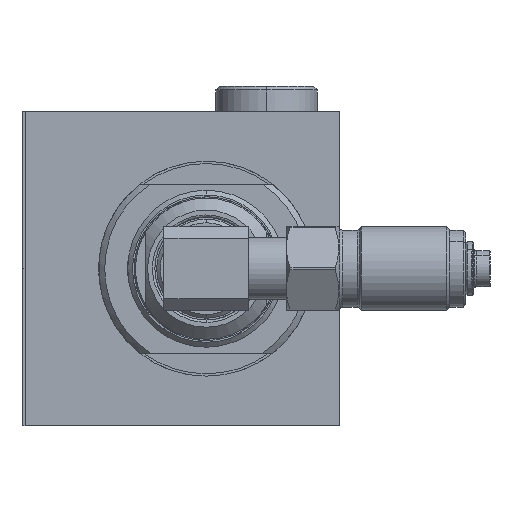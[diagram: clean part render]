
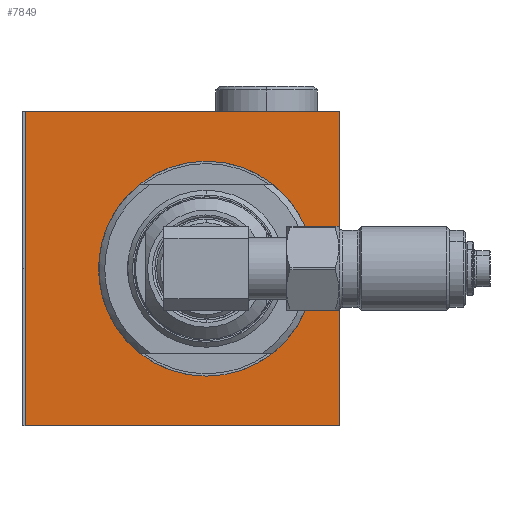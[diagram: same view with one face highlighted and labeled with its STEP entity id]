
A CAD part, left-side view. The second image highlights one B-rep face of the part: STEP entity #7849.
In plain terms, the highlighted planar face has unit normal (-1, 0, 0).
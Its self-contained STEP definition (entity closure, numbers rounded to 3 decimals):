
#1132 = CARTESIAN_POINT ( 'NONE',  ( 206.524, 15., 13. ) ) ;
#1433 = VERTEX_POINT ( 'NONE', #34888 ) ;
#1889 = LINE ( 'NONE', #26048, #3668 ) ;
#2137 = CARTESIAN_POINT ( 'NONE',  ( 206.524, 0., 0. ) ) ;
#3533 = EDGE_CURVE ( 'NONE', #20373, #16750, #20459, .T. ) ;
#3668 = VECTOR ( 'NONE', #20096, 1000. ) ;
#4778 = EDGE_CURVE ( 'NONE', #14322, #10385, #16648, .T. ) ;
#4952 = EDGE_LOOP ( 'NONE', ( #34226, #28536, #13945, #37071 ) ) ;
#5360 = EDGE_LOOP ( 'NONE', ( #9966, #25854 ) ) ;
#6293 = VERTEX_POINT ( 'NONE', #16615 ) ;
#6403 = VECTOR ( 'NONE', #34894, 1000. ) ;
#6995 = VECTOR ( 'NONE', #16243, 1000. ) ;
#7771 = DIRECTION ( 'NONE',  ( 0., 0., 1. ) ) ;
#7849 = ADVANCED_FACE ( 'NONE', ( #19414, #13073 ), #36517, .F. ) ;
#8133 = CARTESIAN_POINT ( 'NONE',  ( 206.524, 0., 0. ) ) ;
#8455 = CIRCLE ( 'NONE', #23777, 8.8 ) ;
#9966 = ORIENTED_EDGE ( 'NONE', *, *, #4778, .F. ) ;
#10201 = CARTESIAN_POINT ( 'NONE',  ( 206.524, 15., -13. ) ) ;
#10385 = VERTEX_POINT ( 'NONE', #19248 ) ;
#10737 = EDGE_CURVE ( 'NONE', #6293, #16750, #1889, .T. ) ;
#11400 = DIRECTION ( 'NONE',  ( -1., 0., 0. ) ) ;
#13073 = FACE_OUTER_BOUND ( 'NONE', #4952, .T. ) ;
#13273 = DIRECTION ( 'NONE',  ( 1., 0., 0. ) ) ;
#13945 = ORIENTED_EDGE ( 'NONE', *, *, #28305, .T. ) ;
#14023 = DIRECTION ( 'NONE',  ( 0., 0., 1. ) ) ;
#14322 = VERTEX_POINT ( 'NONE', #21166 ) ;
#16243 = DIRECTION ( 'NONE',  ( 0., -1., 0. ) ) ;
#16615 = CARTESIAN_POINT ( 'NONE',  ( 206.524, -11., -13. ) ) ;
#16648 = CIRCLE ( 'NONE', #32598, 8.8 ) ;
#16750 = VERTEX_POINT ( 'NONE', #26308 ) ;
#16906 = DIRECTION ( 'NONE',  ( -1., 0., 0. ) ) ;
#19248 = CARTESIAN_POINT ( 'NONE',  ( 206.524, 0., -8.8 ) ) ;
#19414 = FACE_BOUND ( 'NONE', #5360, .T. ) ;
#19542 = EDGE_CURVE ( 'NONE', #1433, #20373, #28090, .T. ) ;
#20096 = DIRECTION ( 'NONE',  ( 0., 0., 1. ) ) ;
#20373 = VERTEX_POINT ( 'NONE', #1132 ) ;
#20459 = LINE ( 'NONE', #32563, #6403 ) ;
#21166 = CARTESIAN_POINT ( 'NONE',  ( 206.524, 0., 8.8 ) ) ;
#22318 = CARTESIAN_POINT ( 'NONE',  ( 206.524, 15., 0. ) ) ;
#22392 = VECTOR ( 'NONE', #31334, 1000. ) ;
#23034 = AXIS2_PLACEMENT_3D ( 'NONE', #10201, #13273, #37078 ) ;
#23777 = AXIS2_PLACEMENT_3D ( 'NONE', #8133, #11400, #7771 ) ;
#24891 = LINE ( 'NONE', #25453, #6995 ) ;
#25444 = EDGE_CURVE ( 'NONE', #10385, #14322, #8455, .T. ) ;
#25453 = CARTESIAN_POINT ( 'NONE',  ( 206.524, 15., -13. ) ) ;
#25854 = ORIENTED_EDGE ( 'NONE', *, *, #25444, .F. ) ;
#26048 = CARTESIAN_POINT ( 'NONE',  ( 206.524, -11., 0. ) ) ;
#26308 = CARTESIAN_POINT ( 'NONE',  ( 206.524, -11., 13. ) ) ;
#28090 = LINE ( 'NONE', #22318, #22392 ) ;
#28305 = EDGE_CURVE ( 'NONE', #1433, #6293, #24891, .T. ) ;
#28536 = ORIENTED_EDGE ( 'NONE', *, *, #19542, .F. ) ;
#31334 = DIRECTION ( 'NONE',  ( 0., 0., 1. ) ) ;
#32563 = CARTESIAN_POINT ( 'NONE',  ( 206.524, 15., 13. ) ) ;
#32598 = AXIS2_PLACEMENT_3D ( 'NONE', #2137, #16906, #14023 ) ;
#34226 = ORIENTED_EDGE ( 'NONE', *, *, #3533, .F. ) ;
#34888 = CARTESIAN_POINT ( 'NONE',  ( 206.524, 15., -13. ) ) ;
#34894 = DIRECTION ( 'NONE',  ( 0., -1., 0. ) ) ;
#36517 = PLANE ( 'NONE',  #23034 ) ;
#37071 = ORIENTED_EDGE ( 'NONE', *, *, #10737, .T. ) ;
#37078 = DIRECTION ( 'NONE',  ( 0., 0., -1. ) ) ;
